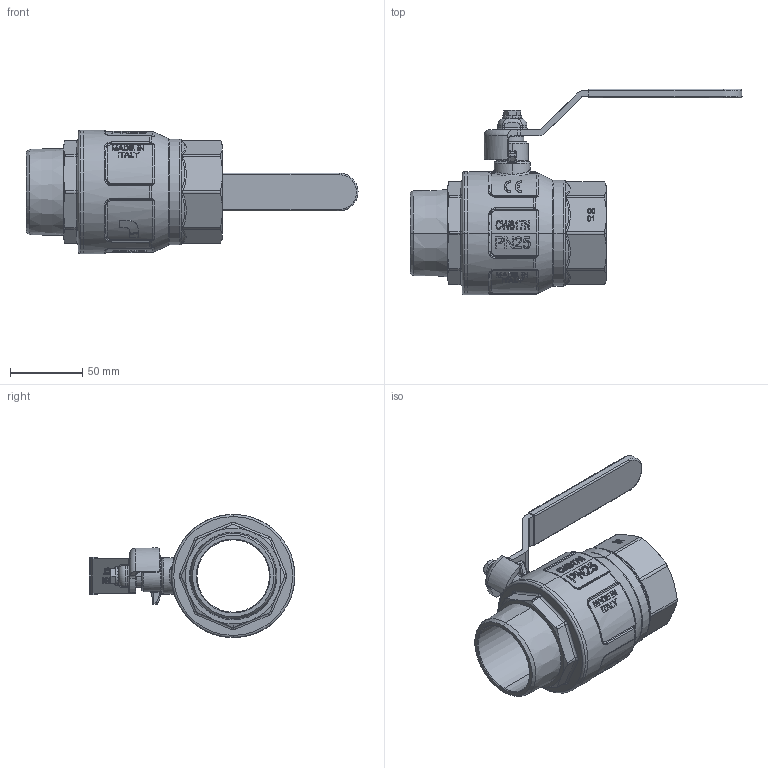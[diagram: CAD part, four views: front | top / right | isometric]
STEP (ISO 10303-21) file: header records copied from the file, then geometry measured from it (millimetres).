
FILE_DESCRIPTION (( 'STEP AP203' ), '1' );
FILE_NAME ('377B200.step', '2019-03-06T14:16:32', ( '' ), ( '' ), 'SwSTEP 2.0', 'SolidWorks 2018', '' );
FILE_SCHEMA (( 'CONFIG_CONTROL_DESIGN' ));
Length unit declared in the file: millimetre
Products named in the file (1): 377B200
Bounding box: 229 x 141.8 x 85 mm (x, y, z)
Surface area: 74516.3 mm2 (no closed solid volume)
Topology: 0 solids, 13 shells, 863 faces, 2921 edges, 2029 vertices
Faces by surface type: plane 300, bspline 266, cylinder 178, torus 64, cone 47, sphere 8
Entity records: 46431 total; most frequent: CARTESIAN_POINT 23850, ORIENTED_EDGE 4918, DIRECTION 3751, EDGE_CURVE 2913, VERTEX_POINT 2029, LINE 1311, VECTOR 1311, AXIS2_PLACEMENT_3D 1220
